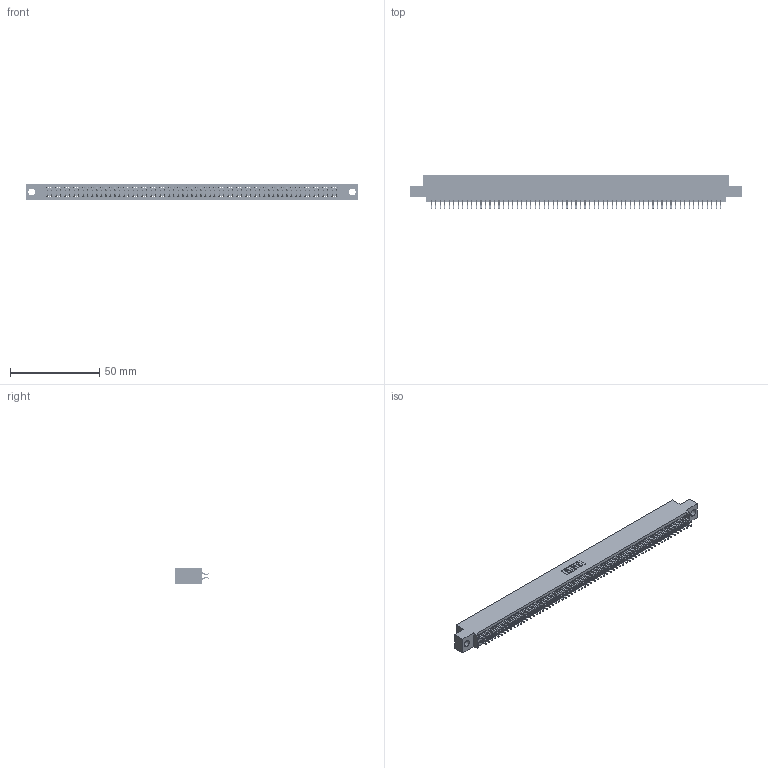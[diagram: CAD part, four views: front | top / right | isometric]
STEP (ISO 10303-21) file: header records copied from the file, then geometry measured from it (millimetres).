
FILE_DESCRIPTION (( 'STEP AP203' ), '1' );
FILE_NAME ('345-130-556-504.STEP', '2018-10-20T01:44:40', ( '' ), ( '' ), 'SwSTEP 2.0', 'SolidWorks 2016', '' );
FILE_SCHEMA (( 'CONFIG_CONTROL_DESIGN' ));
Length unit declared in the file: inch
Products named in the file (3): 345-130-556-504; 345 Part_0.110 Offset - 0.156 Dia-TH; 345-292-001_556 Tail
Assembly tree (131 placements, depth 2):
  345-130-556-504
    345 Part_0.110 Offset - 0.156 Dia-TH
    345-292-001_556 Tail  x130
Bounding box: 186.31 x 19.24 x 9.4 mm (x, y, z)
Volume: 18145.4 mm3; surface area: 27061.6 mm2
Topology: 131 solids, 131 shells, 7410 faces, 22063 edges, 14534 vertices
Faces by surface type: plane 4894, cylinder 2516
Entity records: 48259 total; most frequent: CARTESIAN_POINT 8084, ORIENTED_EDGE 8006, DIRECTION 7087, EDGE_CURVE 4003, LINE 3603, VECTOR 3603, VERTEX_POINT 2666, AXIS2_PLACEMENT_3D 1742
